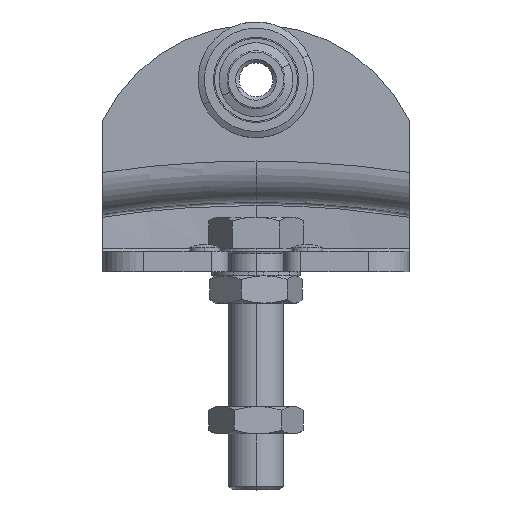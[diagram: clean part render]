
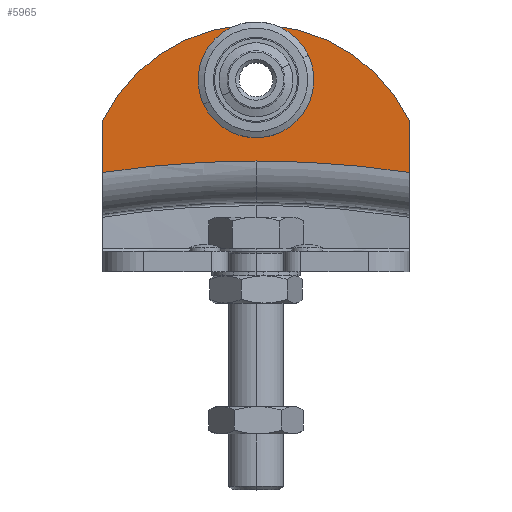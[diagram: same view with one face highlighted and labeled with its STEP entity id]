
A CAD part, top view. The second image highlights one B-rep face of the part: STEP entity #5965.
In plain terms, the highlighted planar face has unit normal (0, 0, 1).
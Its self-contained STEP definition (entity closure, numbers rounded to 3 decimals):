
#41 = VERTEX_POINT ( 'NONE', #5853 ) ;
#60 = PLANE ( 'NONE',  #6873 ) ;
#351 = CARTESIAN_POINT ( 'NONE',  ( -6.778, 64.532, 104.626 ) ) ;
#357 = ORIENTED_EDGE ( 'NONE', *, *, #4090, .F. ) ;
#704 = EDGE_LOOP ( 'NONE', ( #2455, #6177, #5362, #1655, #1561 ) ) ;
#738 = EDGE_CURVE ( 'NONE', #6379, #6292, #5826, .T. ) ;
#791 = EDGE_CURVE ( 'NONE', #3935, #6904, #5568, .T. ) ;
#851 = CIRCLE ( 'NONE', #1246, 12.5 ) ;
#1156 = LINE ( 'NONE', #4910, #2982 ) ;
#1190 = ORIENTED_EDGE ( 'NONE', *, *, #2723, .F. ) ;
#1246 = AXIS2_PLACEMENT_3D ( 'NONE', #5317, #5351, #2114 ) ;
#1263 = DIRECTION ( 'NONE',  ( 0., 0., -1. ) ) ;
#1277 = CIRCLE ( 'NONE', #9843, 12.5 ) ;
#1561 = ORIENTED_EDGE ( 'NONE', *, *, #5843, .T. ) ;
#1655 = ORIENTED_EDGE ( 'NONE', *, *, #6685, .F. ) ;
#1850 = AXIS2_PLACEMENT_3D ( 'NONE', #4222, #5927, #8295 ) ;
#2013 = LINE ( 'NONE', #4897, #3598 ) ;
#2068 = VERTEX_POINT ( 'NONE', #5179 ) ;
#2114 = DIRECTION ( 'NONE',  ( 1., 0., 0. ) ) ;
#2246 = CIRCLE ( 'NONE', #1850, 50. ) ;
#2368 = CARTESIAN_POINT ( 'NONE',  ( -6.778, -238.503, 104.626 ) ) ;
#2455 = ORIENTED_EDGE ( 'NONE', *, *, #5519, .F. ) ;
#2479 = FACE_BOUND ( 'NONE', #9800, .T. ) ;
#2723 = EDGE_CURVE ( 'NONE', #6379, #8002, #1277, .T. ) ;
#2982 = VECTOR ( 'NONE', #3395, 1000. ) ;
#3088 = EDGE_CURVE ( 'NONE', #8581, #3935, #6363, .T. ) ;
#3262 = VECTOR ( 'NONE', #10014, 1000. ) ;
#3395 = DIRECTION ( 'NONE',  ( 0., 1., 0. ) ) ;
#3425 = CARTESIAN_POINT ( 'NONE',  ( 38.222, 61.173, 104.626 ) ) ;
#3477 = CARTESIAN_POINT ( 'NONE',  ( 2.422, 80.07, 104.626 ) ) ;
#3598 = VECTOR ( 'NONE', #6541, 1000. ) ;
#3935 = VERTEX_POINT ( 'NONE', #351 ) ;
#3973 = DIRECTION ( 'NONE',  ( 0., 0., -1. ) ) ;
#4034 = AXIS2_PLACEMENT_3D ( 'NONE', #2368, #3973, #8660 ) ;
#4090 = EDGE_CURVE ( 'NONE', #6426, #6292, #851, .T. ) ;
#4222 = CARTESIAN_POINT ( 'NONE',  ( -6.778, 54.532, 104.626 ) ) ;
#4279 = CARTESIAN_POINT ( 'NONE',  ( 38.222, 49.032, 104.626 ) ) ;
#4421 = CARTESIAN_POINT ( 'NONE',  ( 2.422, 96.995, 104.626 ) ) ;
#4583 = CARTESIAN_POINT ( 'NONE',  ( -15.978, 80.07, 104.626 ) ) ;
#4871 = DIRECTION ( 'NONE',  ( 1., 0., 0. ) ) ;
#4897 = CARTESIAN_POINT ( 'NONE',  ( -15.978, 32.032, 104.626 ) ) ;
#4910 = CARTESIAN_POINT ( 'NONE',  ( -51.778, 49.032, 104.626 ) ) ;
#5179 = CARTESIAN_POINT ( 'NONE',  ( -51.778, 76.327, 104.626 ) ) ;
#5317 = CARTESIAN_POINT ( 'NONE',  ( -6.778, 88.532, 104.626 ) ) ;
#5351 = DIRECTION ( 'NONE',  ( 0., 0., 1. ) ) ;
#5362 = ORIENTED_EDGE ( 'NONE', *, *, #791, .T. ) ;
#5519 = EDGE_CURVE ( 'NONE', #8581, #2068, #1156, .T. ) ;
#5568 = CIRCLE ( 'NONE', #4034, 303.036 ) ;
#5826 = LINE ( 'NONE', #10086, #3262 ) ;
#5843 = EDGE_CURVE ( 'NONE', #41, #2068, #2246, .T. ) ;
#5853 = CARTESIAN_POINT ( 'NONE',  ( 38.222, 76.327, 104.626 ) ) ;
#5927 = DIRECTION ( 'NONE',  ( 0., 0., 1. ) ) ;
#5965 = ADVANCED_FACE ( 'NONE', ( #2479, #6378 ), #60, .F. ) ;
#6177 = ORIENTED_EDGE ( 'NONE', *, *, #3088, .T. ) ;
#6229 = DIRECTION ( 'NONE',  ( 0., 1., 0. ) ) ;
#6260 = DIRECTION ( 'NONE',  ( 0., 0., -1. ) ) ;
#6292 = VERTEX_POINT ( 'NONE', #3477 ) ;
#6363 = CIRCLE ( 'NONE', #8406, 303.036 ) ;
#6378 = FACE_OUTER_BOUND ( 'NONE', #704, .T. ) ;
#6379 = VERTEX_POINT ( 'NONE', #4421 ) ;
#6426 = VERTEX_POINT ( 'NONE', #4583 ) ;
#6541 = DIRECTION ( 'NONE',  ( 0., -1., 0. ) ) ;
#6628 = DIRECTION ( 'NONE',  ( 0., -1., 0. ) ) ;
#6685 = EDGE_CURVE ( 'NONE', #41, #6904, #9285, .T. ) ;
#6873 = AXIS2_PLACEMENT_3D ( 'NONE', #7710, #6260, #6229 ) ;
#6904 = VERTEX_POINT ( 'NONE', #3425 ) ;
#7097 = VECTOR ( 'NONE', #6628, 1000. ) ;
#7430 = CARTESIAN_POINT ( 'NONE',  ( -6.778, -238.503, 104.626 ) ) ;
#7710 = CARTESIAN_POINT ( 'NONE',  ( -6.778, -238.503, 104.626 ) ) ;
#7780 = EDGE_CURVE ( 'NONE', #8002, #6426, #2013, .T. ) ;
#8002 = VERTEX_POINT ( 'NONE', #9330 ) ;
#8274 = DIRECTION ( 'NONE',  ( 0., 1., 0. ) ) ;
#8295 = DIRECTION ( 'NONE',  ( 1., 0., 0. ) ) ;
#8343 = ORIENTED_EDGE ( 'NONE', *, *, #7780, .F. ) ;
#8406 = AXIS2_PLACEMENT_3D ( 'NONE', #7430, #1263, #8274 ) ;
#8445 = CARTESIAN_POINT ( 'NONE',  ( -51.778, 61.173, 104.626 ) ) ;
#8581 = VERTEX_POINT ( 'NONE', #8445 ) ;
#8660 = DIRECTION ( 'NONE',  ( 0., 1., 0. ) ) ;
#8774 = CARTESIAN_POINT ( 'NONE',  ( -6.778, 88.532, 104.626 ) ) ;
#8885 = ORIENTED_EDGE ( 'NONE', *, *, #738, .T. ) ;
#9285 = LINE ( 'NONE', #4279, #7097 ) ;
#9330 = CARTESIAN_POINT ( 'NONE',  ( -15.978, 96.995, 104.626 ) ) ;
#9592 = DIRECTION ( 'NONE',  ( 0., 0., 1. ) ) ;
#9800 = EDGE_LOOP ( 'NONE', ( #8885, #357, #8343, #1190 ) ) ;
#9843 = AXIS2_PLACEMENT_3D ( 'NONE', #8774, #9592, #4871 ) ;
#10014 = DIRECTION ( 'NONE',  ( 0., -1., 0. ) ) ;
#10086 = CARTESIAN_POINT ( 'NONE',  ( 2.422, 32.032, 104.626 ) ) ;
